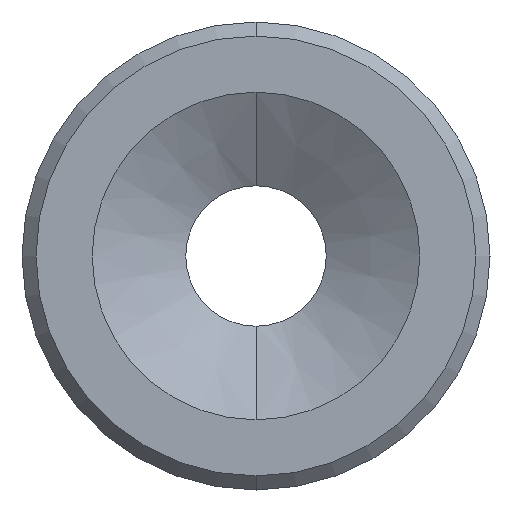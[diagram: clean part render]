
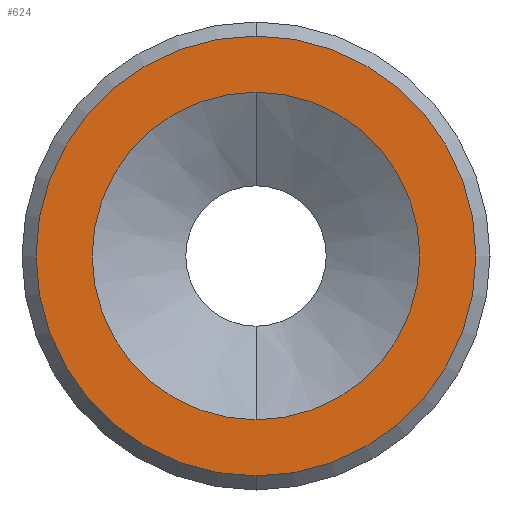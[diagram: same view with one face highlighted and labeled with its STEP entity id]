
A CAD part, front view. The second image highlights one B-rep face of the part: STEP entity #624.
In plain terms, the highlighted planar face has unit normal (0, -1, 0).
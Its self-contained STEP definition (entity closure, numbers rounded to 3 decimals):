
#30 = EDGE_LOOP ( 'NONE', ( #200, #205 ) ) ;
#92 = FACE_OUTER_BOUND ( 'NONE', #30, .T. ) ;
#93 = FACE_BOUND ( 'NONE', #244, .T. ) ;
#115 = VERTEX_POINT ( 'NONE', #527 ) ;
#119 = VERTEX_POINT ( 'NONE', #533 ) ;
#126 = VERTEX_POINT ( 'NONE', #524 ) ;
#132 = VERTEX_POINT ( 'NONE', #555 ) ;
#200 = ORIENTED_EDGE ( 'NONE', *, *, #683, .T. ) ;
#201 = ORIENTED_EDGE ( 'NONE', *, *, #682, .F. ) ;
#203 = ORIENTED_EDGE ( 'NONE', *, *, #653, .F. ) ;
#205 = ORIENTED_EDGE ( 'NONE', *, *, #666, .T. ) ;
#244 = EDGE_LOOP ( 'NONE', ( #201, #203 ) ) ;
#335 = DIRECTION ( 'NONE',  ( 0., 0., -1. ) ) ;
#336 = DIRECTION ( 'NONE',  ( 0., -1., 0. ) ) ;
#337 = CARTESIAN_POINT ( 'NONE',  ( 0., 0., 0. ) ) ;
#421 = AXIS2_PLACEMENT_3D ( 'NONE', #337, #336, #335 ) ;
#423 = CIRCLE ( 'NONE', #421, 4.7 ) ;
#443 = AXIS2_PLACEMENT_3D ( 'NONE', #788, #787, #785 ) ;
#445 = CIRCLE ( 'NONE', #443, 3.5 ) ;
#488 = AXIS2_PLACEMENT_3D ( 'NONE', #852, #843, #836 ) ;
#505 = DIRECTION ( 'NONE',  ( 0., 0., -1. ) ) ;
#507 = DIRECTION ( 'NONE',  ( 0., -1., 0. ) ) ;
#508 = CARTESIAN_POINT ( 'NONE',  ( 0., 0., 0. ) ) ;
#509 = DIRECTION ( 'NONE',  ( 0., 0., -1. ) ) ;
#511 = DIRECTION ( 'NONE',  ( 0., -1., 0. ) ) ;
#512 = CARTESIAN_POINT ( 'NONE',  ( 0., 0., 0. ) ) ;
#524 = CARTESIAN_POINT ( 'NONE',  ( 0., 0., 3.5 ) ) ;
#527 = CARTESIAN_POINT ( 'NONE',  ( 0., 0., 4.7 ) ) ;
#533 = CARTESIAN_POINT ( 'NONE',  ( 0., 0., -3.5 ) ) ;
#555 = CARTESIAN_POINT ( 'NONE',  ( 0., 0., -4.7 ) ) ;
#624 = ADVANCED_FACE ( 'NONE', ( #93, #92 ), #856, .F. ) ;
#653 = EDGE_CURVE ( 'NONE', #126, #119, #445, .T. ) ;
#666 = EDGE_CURVE ( 'NONE', #132, #115, #423, .T. ) ;
#682 = EDGE_CURVE ( 'NONE', #119, #126, #713, .T. ) ;
#683 = EDGE_CURVE ( 'NONE', #115, #132, #731, .T. ) ;
#713 = CIRCLE ( 'NONE', #748, 3.5 ) ;
#730 = AXIS2_PLACEMENT_3D ( 'NONE', #508, #507, #505 ) ;
#731 = CIRCLE ( 'NONE', #730, 4.7 ) ;
#748 = AXIS2_PLACEMENT_3D ( 'NONE', #512, #511, #509 ) ;
#785 = DIRECTION ( 'NONE',  ( 0., 0., -1. ) ) ;
#787 = DIRECTION ( 'NONE',  ( 0., -1., 0. ) ) ;
#788 = CARTESIAN_POINT ( 'NONE',  ( 0., 0., 0. ) ) ;
#836 = DIRECTION ( 'NONE',  ( 0., 0., 1. ) ) ;
#843 = DIRECTION ( 'NONE',  ( 0., 1., 0. ) ) ;
#852 = CARTESIAN_POINT ( 'NONE',  ( -4.7, 0., 0. ) ) ;
#856 = PLANE ( 'NONE',  #488 ) ;
